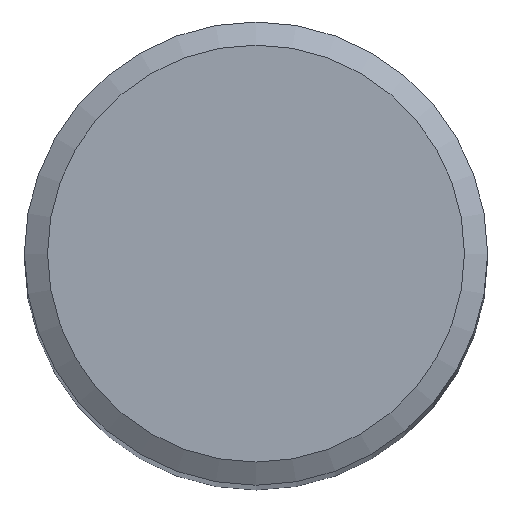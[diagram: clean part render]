
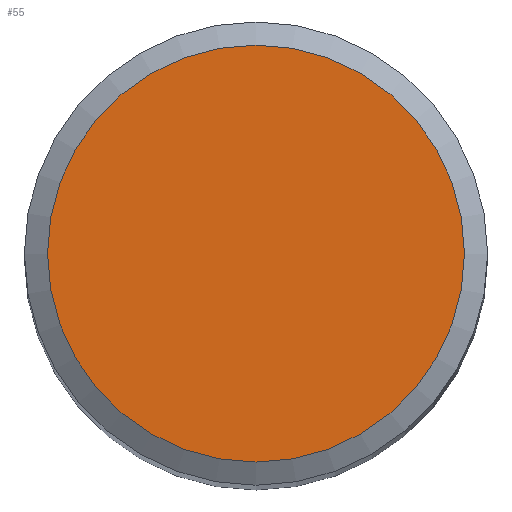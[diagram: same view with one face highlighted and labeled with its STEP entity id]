
A CAD part, top view. The second image highlights one B-rep face of the part: STEP entity #55.
In plain terms, the highlighted planar face has unit normal (0, 0, 1).
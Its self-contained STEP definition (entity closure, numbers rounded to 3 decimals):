
#43=PLANE('',#202);
#46=FACE_OUTER_BOUND('',#92,.T.);
#55=ADVANCED_FACE('',(#46),#43,.T.);
#92=EDGE_LOOP('',(#110));
#110=ORIENTED_EDGE('',*,*,#135,.F.);
#125=VERTEX_POINT('',#295);
#135=EDGE_CURVE('',#125,#125,#144,.T.);
#144=CIRCLE('',#201,1.35);
#201=AXIS2_PLACEMENT_3D('',#294,#238,#239);
#202=AXIS2_PLACEMENT_3D('',#296,#240,#241);
#238=DIRECTION('',(0.,0.,-1.));
#239=DIRECTION('',(-1.,0.,0.));
#240=DIRECTION('',(0.,0.,1.));
#241=DIRECTION('',(1.,0.,0.));
#294=CARTESIAN_POINT('',(0.,0.,0.));
#295=CARTESIAN_POINT('',(-1.35,0.,0.));
#296=CARTESIAN_POINT('',(-1.35,0.,0.));
